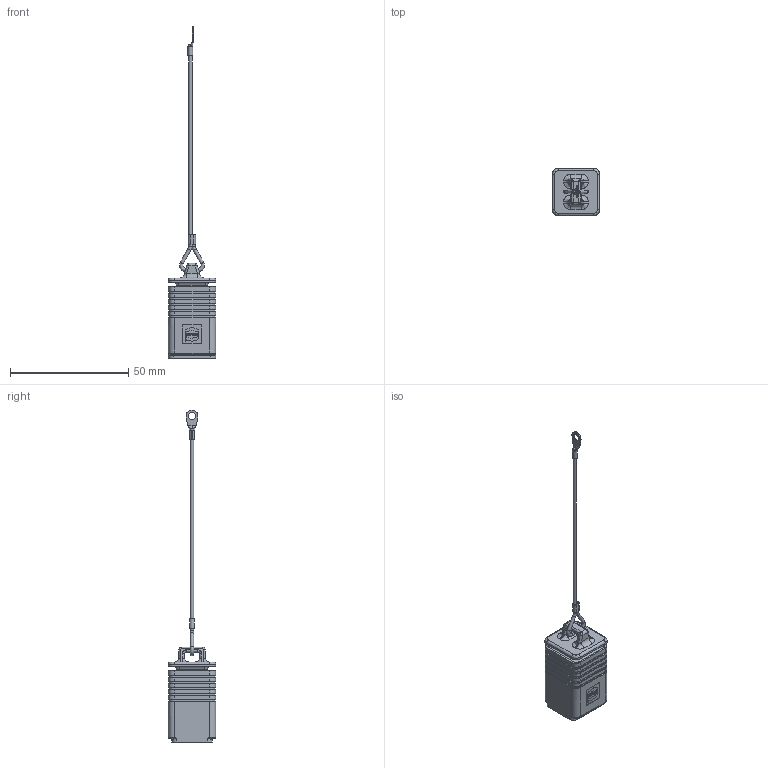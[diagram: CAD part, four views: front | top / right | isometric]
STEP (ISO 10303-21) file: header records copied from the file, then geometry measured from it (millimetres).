
FILE_DESCRIPTION(/* description */ (''),/* implementation_level */ '2;1');
FILE_NAME(/* name */ '100728390ugm000_a.stp',/* time_stamp */ '2017-06-19T08:48:59+02:00',/* author */ (''),/* organization */ (''),/* preprocessor_version */ 'ST-DEVELOPER v16',/* originating_system */ 'SIEMENS PLM Software NX 10.0',/* authorisation */ '');
FILE_SCHEMA (('AUTOMOTIVE_DESIGN { 1 0 10303 214 3 1 1 1 }'));
Length unit declared in the file: millimetre
Products named in the file (1): 100728390ugm000_a
Bounding box: 20.1 x 20.1 x 140.31 mm (x, y, z)
Volume: 9173.3 mm3; surface area: 6388.6 mm2
Topology: 3 solids, 4 shells, 649 faces, 1581 edges, 978 vertices
Faces by surface type: plane 315, cylinder 181, bspline 134, cone 9, sphere 8, extrusion 2
Full cylindrical faces by diameter (mm): 1 x1, 1.4 x1, 3.2 x1
Entity records: 23436 total; most frequent: CARTESIAN_POINT 8653, ORIENTED_EDGE 3108, DIRECTION 2938, EDGE_CURVE 1556, VECTOR 980, AXIS2_PLACEMENT_3D 979, LINE 978, VERTEX_POINT 977
